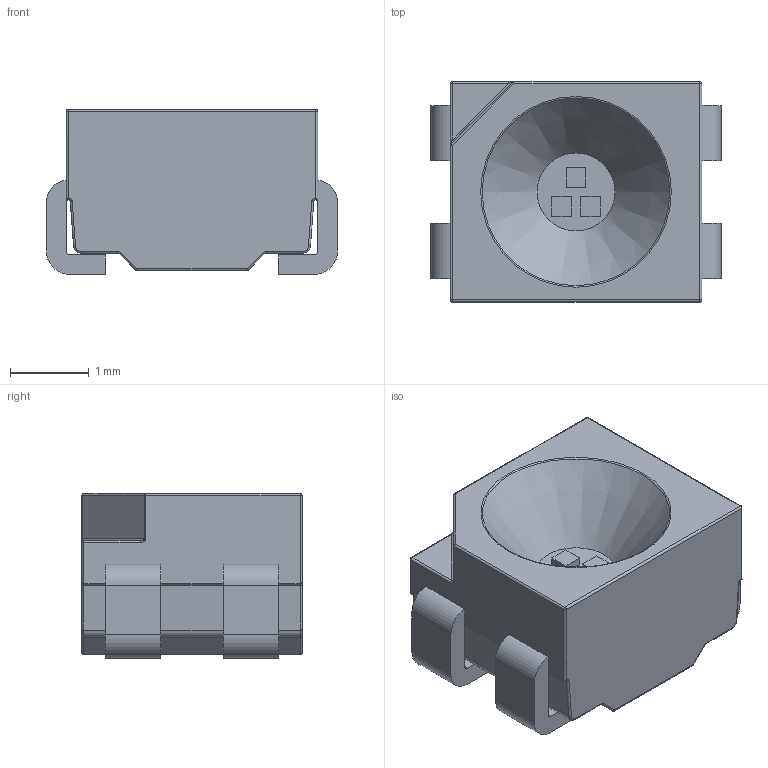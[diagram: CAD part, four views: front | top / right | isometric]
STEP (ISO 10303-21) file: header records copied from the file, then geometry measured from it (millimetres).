
FILE_DESCRIPTION(/* description */ (''),/* implementation_level */ '2;1');
FILE_NAME(/* name */ 'LED RGB 4-PLCC 3228 2.1MM BASE.step',/* time_stamp */ '2020-05-21T13:37:36+01:00',/* author */ (''),/* organization */ (''),/* preprocessor_version */ 'ST-DEVELOPER v18.1',/* originating_system */ 'Autodesk Translation Framework v9.2.0.1227',/* authorisation */ '');
FILE_SCHEMA (('AUTOMOTIVE_DESIGN { 1 0 10303 214 3 1 1 }'));
Length unit declared in the file: millimetre
Products named in the file (1): Cree - LED 4-PLCC 3228 2.1MM
Bounding box: 3.7 x 2.8 x 2.1 mm (x, y, z)
Volume: 15.9 mm3; surface area: 54.3 mm2
Topology: 1 solids, 1 shells, 142 faces, 345 edges, 209 vertices
Faces by surface type: plane 60, cylinder 56, torus 13, sphere 10, bspline 2, cone 1
Entity records: 4365 total; most frequent: DIRECTION 753, CARTESIAN_POINT 745, ORIENTED_EDGE 690, EDGE_CURVE 345, AXIS2_PLACEMENT_3D 267, LINE 219, VECTOR 219, VERTEX_POINT 209
